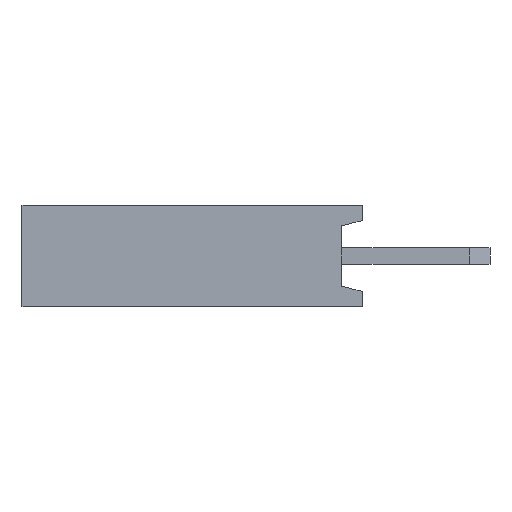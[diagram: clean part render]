
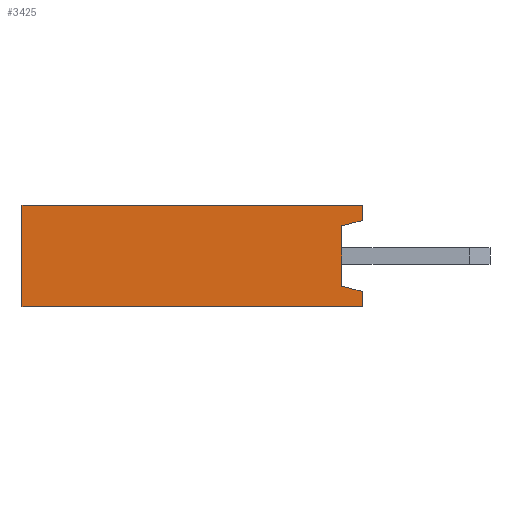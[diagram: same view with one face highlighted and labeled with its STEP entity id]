
A CAD part, left-side view. The second image highlights one B-rep face of the part: STEP entity #3425.
In plain terms, the highlighted planar face has unit normal (-1, 0, 0).
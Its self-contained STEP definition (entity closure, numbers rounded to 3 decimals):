
#14 = VECTOR ( 'NONE', #4255, 1000. ) ;
#44 = DIRECTION ( 'NONE',  ( 0., 1., 0. ) ) ;
#79 = AXIS2_PLACEMENT_3D ( 'NONE', #3562, #1764, #975 ) ;
#235 = DIRECTION ( 'NONE',  ( 0., 0.966, 0.259 ) ) ;
#248 = CARTESIAN_POINT ( 'NONE',  ( -9.144, 8.509, 1.27 ) ) ;
#584 = LINE ( 'NONE', #3136, #3729 ) ;
#630 = EDGE_LOOP ( 'NONE', ( #4038, #3308, #4369, #3006, #4641, #1130, #2884, #4068 ) ) ;
#675 = EDGE_CURVE ( 'NONE', #714, #2887, #1716, .T. ) ;
#714 = VERTEX_POINT ( 'NONE', #2805 ) ;
#844 = VECTOR ( 'NONE', #235, 1000. ) ;
#957 = EDGE_CURVE ( 'NONE', #1348, #1344, #2802, .T. ) ;
#963 = EDGE_CURVE ( 'NONE', #2887, #3128, #584, .T. ) ;
#975 = DIRECTION ( 'NONE',  ( 0., 0., 1. ) ) ;
#1048 = DIRECTION ( 'NONE',  ( 0., -1., 0. ) ) ;
#1067 = VECTOR ( 'NONE', #3904, 1000. ) ;
#1130 = ORIENTED_EDGE ( 'NONE', *, *, #3087, .T. ) ;
#1170 = CARTESIAN_POINT ( 'NONE',  ( -9.144, 0., 1.27 ) ) ;
#1240 = CARTESIAN_POINT ( 'NONE',  ( -9.144, 0., -1.27 ) ) ;
#1247 = LINE ( 'NONE', #1284, #1912 ) ;
#1284 = CARTESIAN_POINT ( 'NONE',  ( -9.144, 0., 0.889 ) ) ;
#1335 = DIRECTION ( 'NONE',  ( 0., 0., 1. ) ) ;
#1344 = VERTEX_POINT ( 'NONE', #1491 ) ;
#1348 = VERTEX_POINT ( 'NONE', #1885 ) ;
#1437 = FACE_OUTER_BOUND ( 'NONE', #630, .T. ) ;
#1491 = CARTESIAN_POINT ( 'NONE',  ( -9.144, 0.508, 0.753 ) ) ;
#1601 = EDGE_CURVE ( 'NONE', #3128, #1348, #4703, .T. ) ;
#1716 = LINE ( 'NONE', #3184, #3483 ) ;
#1764 = DIRECTION ( 'NONE',  ( -1., 0., 0. ) ) ;
#1870 = EDGE_CURVE ( 'NONE', #3386, #714, #3871, .T. ) ;
#1885 = CARTESIAN_POINT ( 'NONE',  ( -9.144, 0.508, -0.753 ) ) ;
#1903 = VECTOR ( 'NONE', #44, 1000. ) ;
#1912 = VECTOR ( 'NONE', #3415, 1000. ) ;
#2448 = CARTESIAN_POINT ( 'NONE',  ( -9.144, 0.508, -0.753 ) ) ;
#2496 = LINE ( 'NONE', #2524, #4187 ) ;
#2524 = CARTESIAN_POINT ( 'NONE',  ( -9.144, 0.508, 0.753 ) ) ;
#2790 = VERTEX_POINT ( 'NONE', #1170 ) ;
#2802 = LINE ( 'NONE', #2448, #1067 ) ;
#2805 = CARTESIAN_POINT ( 'NONE',  ( -9.144, 8.509, -1.27 ) ) ;
#2840 = CARTESIAN_POINT ( 'NONE',  ( -9.144, 0., 0.889 ) ) ;
#2884 = ORIENTED_EDGE ( 'NONE', *, *, #3770, .T. ) ;
#2887 = VERTEX_POINT ( 'NONE', #1240 ) ;
#3006 = ORIENTED_EDGE ( 'NONE', *, *, #1601, .T. ) ;
#3072 = VERTEX_POINT ( 'NONE', #2840 ) ;
#3087 = EDGE_CURVE ( 'NONE', #1344, #3072, #2496, .T. ) ;
#3128 = VERTEX_POINT ( 'NONE', #3260 ) ;
#3136 = CARTESIAN_POINT ( 'NONE',  ( -9.144, 0., -1.27 ) ) ;
#3163 = EDGE_CURVE ( 'NONE', #2790, #3386, #3309, .T. ) ;
#3184 = CARTESIAN_POINT ( 'NONE',  ( -9.144, 8.509, -1.27 ) ) ;
#3260 = CARTESIAN_POINT ( 'NONE',  ( -9.144, 0., -0.889 ) ) ;
#3308 = ORIENTED_EDGE ( 'NONE', *, *, #675, .T. ) ;
#3309 = LINE ( 'NONE', #4060, #1903 ) ;
#3386 = VERTEX_POINT ( 'NONE', #4194 ) ;
#3415 = DIRECTION ( 'NONE',  ( 0., 0., 1. ) ) ;
#3425 = ADVANCED_FACE ( 'NONE', ( #1437 ), #4706, .T. ) ;
#3483 = VECTOR ( 'NONE', #1048, 1000. ) ;
#3562 = CARTESIAN_POINT ( 'NONE',  ( -9.144, 0., 0. ) ) ;
#3729 = VECTOR ( 'NONE', #1335, 1000. ) ;
#3770 = EDGE_CURVE ( 'NONE', #3072, #2790, #1247, .T. ) ;
#3871 = LINE ( 'NONE', #248, #14 ) ;
#3904 = DIRECTION ( 'NONE',  ( 0., 0., 1. ) ) ;
#4024 = CARTESIAN_POINT ( 'NONE',  ( -9.144, 0., -0.889 ) ) ;
#4038 = ORIENTED_EDGE ( 'NONE', *, *, #1870, .T. ) ;
#4060 = CARTESIAN_POINT ( 'NONE',  ( -9.144, 0., 1.27 ) ) ;
#4068 = ORIENTED_EDGE ( 'NONE', *, *, #3163, .T. ) ;
#4187 = VECTOR ( 'NONE', #4340, 1000. ) ;
#4194 = CARTESIAN_POINT ( 'NONE',  ( -9.144, 8.509, 1.27 ) ) ;
#4255 = DIRECTION ( 'NONE',  ( 0., 0., -1. ) ) ;
#4340 = DIRECTION ( 'NONE',  ( 0., -0.966, 0.259 ) ) ;
#4369 = ORIENTED_EDGE ( 'NONE', *, *, #963, .T. ) ;
#4641 = ORIENTED_EDGE ( 'NONE', *, *, #957, .T. ) ;
#4703 = LINE ( 'NONE', #4024, #844 ) ;
#4706 = PLANE ( 'NONE',  #79 ) ;
